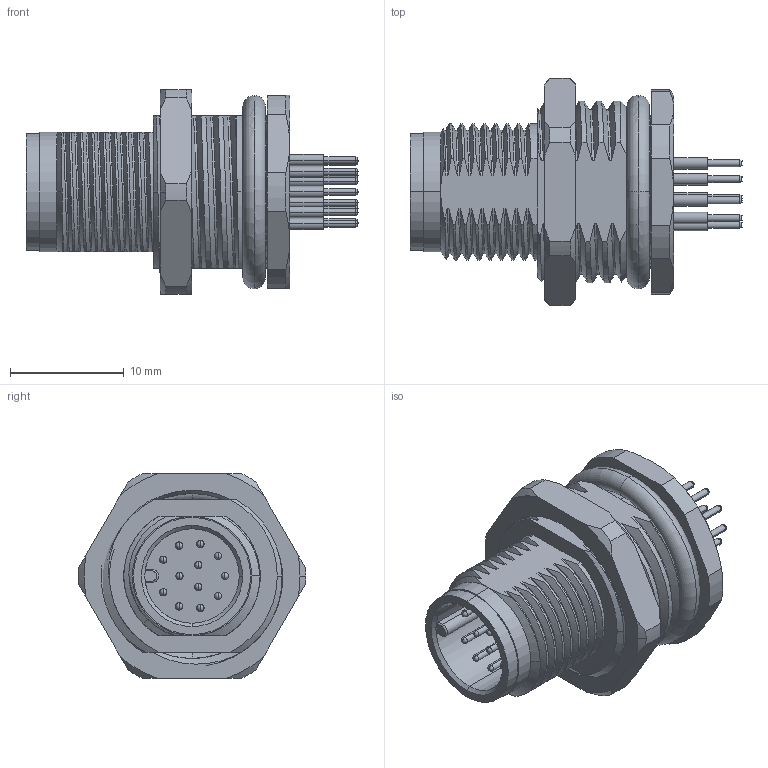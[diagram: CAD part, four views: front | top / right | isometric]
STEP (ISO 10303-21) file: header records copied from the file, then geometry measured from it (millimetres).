
FILE_DESCRIPTION (( 'STEP AP214' ), '1' );
FILE_NAME ('FCF4M12-SA12PSD0-00.STEP', '2024-04-23T10:35:36', ( '' ), ( '' ), 'SwSTEP 2.0', 'SolidWorks 2021', '' );
FILE_SCHEMA (( 'AUTOMOTIVE_DESIGN' ));
Length unit declared in the file: millimetre
Products named in the file (1): FCF4M12-SA12PSD0-00
Bounding box: 29.2 x 20 x 18 mm (x, y, z)
Volume: 3229.1 mm3; surface area: 3821.8 mm2
Topology: 2 solids, 3 shells, 437 faces, 1090 edges, 687 vertices
Faces by surface type: cylinder 153, cone 92, bspline 92, plane 67, sphere 24, torus 9
Entity records: 38179 total; most frequent: CARTESIAN_POINT 28699, ORIENTED_EDGE 2084, DIRECTION 1809, EDGE_CURVE 1042, AXIS2_PLACEMENT_3D 731, VERTEX_POINT 663, EDGE_LOOP 493, FACE_OUTER_BOUND 437
